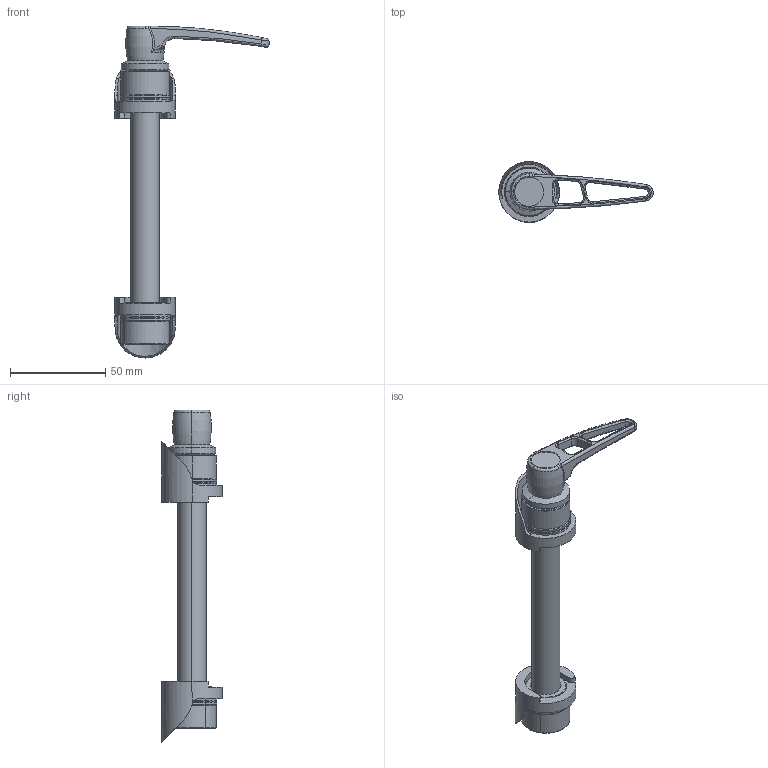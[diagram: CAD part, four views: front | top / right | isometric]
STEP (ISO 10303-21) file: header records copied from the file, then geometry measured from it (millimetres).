
FILE_DESCRIPTION (( 'STEP AP214' ), '1' );
FILE_NAME ('DR4052.STEP', '2015-06-17T22:21:44', ( 'Accounting' ), ( 'Microsoft' ), 'SwSTEP 2.0', 'SolidWorks 2015', '' );
FILE_SCHEMA (( 'AUTOMOTIVE_DESIGN' ));
Length unit declared in the file: millimetre
Products named in the file (5): DT002; DR4052; DR4053; DR2051
Assembly tree (5 placements, depth 2):
  DR4052
    DR2051  x2
    DR4053
    DR4052
    DT002
Bounding box: 80.9 x 31.75 x 174.13 mm (x, y, z)
Volume: 56701.1 mm3; surface area: 25603.6 mm2
Topology: 5 solids, 5 shells, 230 faces, 516 edges, 304 vertices
Faces by surface type: cylinder 92, bspline 48, plane 37, cone 34, torus 19
Entity records: 8298 total; most frequent: CARTESIAN_POINT 3720, ORIENTED_EDGE 930, DIRECTION 904, EDGE_CURVE 465, AXIS2_PLACEMENT_3D 388, VERTEX_POINT 274, EDGE_LOOP 233, CIRCLE 217
